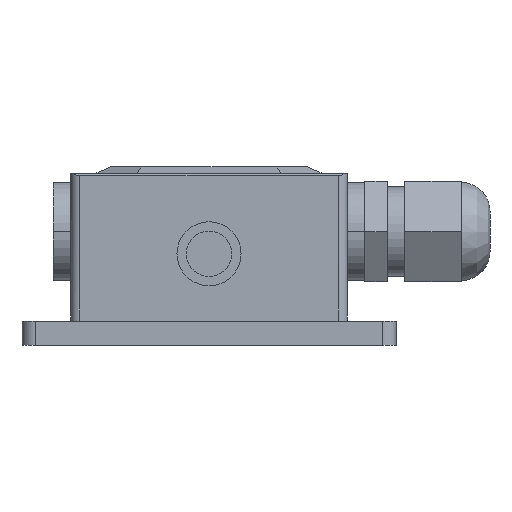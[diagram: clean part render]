
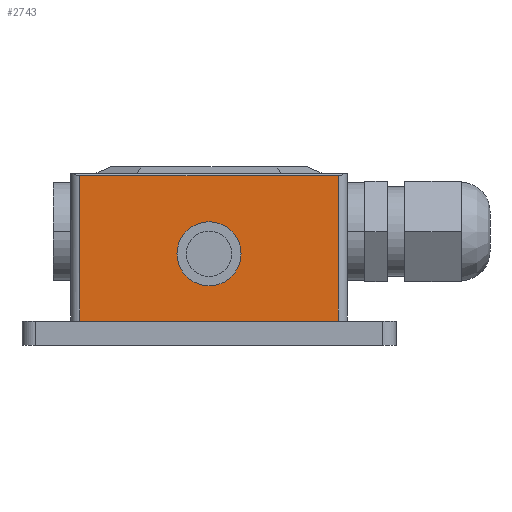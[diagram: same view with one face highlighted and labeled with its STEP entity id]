
A CAD part, front view. The second image highlights one B-rep face of the part: STEP entity #2743.
In plain terms, the highlighted planar face has unit normal (0, -1, 0).
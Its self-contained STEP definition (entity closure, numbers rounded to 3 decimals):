
#2669=CARTESIAN_POINT('',(71.,0.0,38.));
#2670=VERTEX_POINT('',#2669);
#2678=CARTESIAN_POINT('',(71.,0.,5.4));
#2679=VERTEX_POINT('',#2678);
#2680=CARTESIAN_POINT('',(71.,0.,38.));
#2681=DIRECTION('',(0.0,0.0,-1.0));
#2682=VECTOR('',#2681,32.6);
#2683=LINE('',#2680,#2682);
#2684=EDGE_CURVE('',#2670,#2679,#2683,.T.);
#2713=CARTESIAN_POINT('',(73.,0.0,38.));
#2714=DIRECTION('',(0.0,-1.0,0.0));
#2715=DIRECTION('',(1.0,0.0,0.0));
#2716=AXIS2_PLACEMENT_3D('',#2713,#2714,#2715);
#2717=PLANE('',#2716);
#2718=ORIENTED_EDGE('',*,*,#2684,.F.);
#2719=CARTESIAN_POINT('',(13.,0.,38.));
#2720=VERTEX_POINT('',#2719);
#2721=CARTESIAN_POINT('',(71.,0.,38.));
#2722=DIRECTION('',(-1.0,0.0,0.0));
#2723=VECTOR('',#2722,58.);
#2724=LINE('',#2721,#2723);
#2725=EDGE_CURVE('',#2670,#2720,#2724,.T.);
#2726=ORIENTED_EDGE('',*,*,#2725,.T.);
#2727=CARTESIAN_POINT('',(13.,0.0,5.4));
#2728=VERTEX_POINT('',#2727);
#2729=CARTESIAN_POINT('',(13.,0.,5.4));
#2730=DIRECTION('',(0.0,0.0,1.0));
#2731=VECTOR('',#2730,32.6);
#2732=LINE('',#2729,#2731);
#2733=EDGE_CURVE('',#2728,#2720,#2732,.T.);
#2734=ORIENTED_EDGE('',*,*,#2733,.F.);
#2735=CARTESIAN_POINT('',(71.,0.,5.4));
#2736=DIRECTION('',(-1.0,0.0,0.0));
#2737=VECTOR('',#2736,58.);
#2738=LINE('',#2735,#2737);
#2739=EDGE_CURVE('',#2679,#2728,#2738,.T.);
#2740=ORIENTED_EDGE('',*,*,#2739,.F.);
#2741=EDGE_LOOP('',(#2718,#2726,#2734,#2740));
#2742=FACE_OUTER_BOUND('',#2741,.T.);
#2743=ADVANCED_FACE('',(#2742),#2717,.T.);
